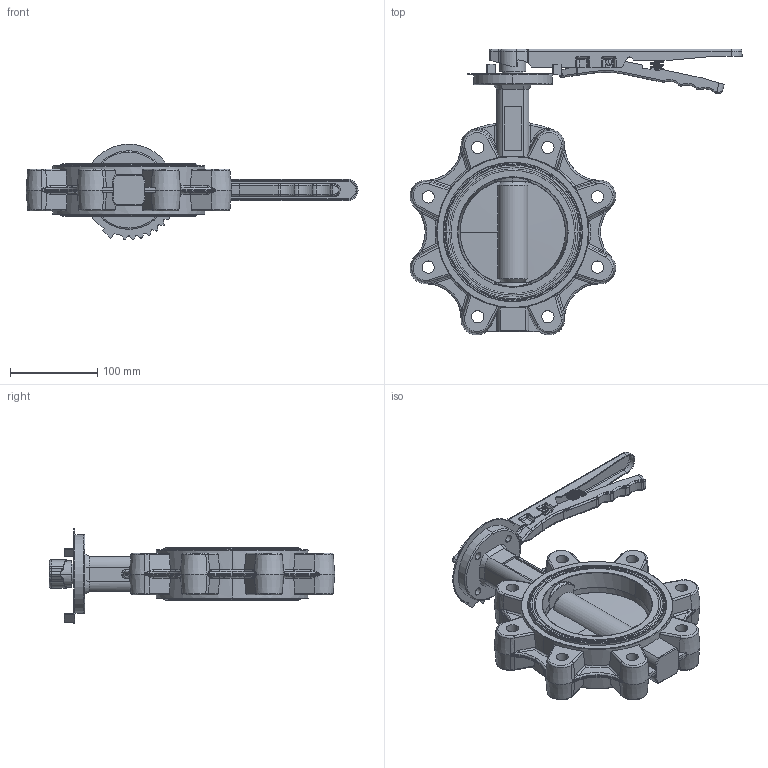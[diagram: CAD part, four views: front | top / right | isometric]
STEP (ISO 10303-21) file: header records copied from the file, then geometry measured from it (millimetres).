
FILE_DESCRIPTION (( 'STEP AP203' ), '1' );
FILE_NAME ('L9.000125L16C.STEP', '2023-03-09T07:58:10', ( '' ), ( '' ), 'SwSTEP 2.0', 'SolidWorks 2017', '' );
FILE_SCHEMA (( 'CONFIG_CONTROL_DESIGN' ));
Length unit declared in the file: millimetre
Products named in the file (1): L9.000125L16C
Bounding box: 380.26 x 327.27 x 109.11 mm (x, y, z)
Volume: 1569143.6 mm3; surface area: 251066.6 mm2
Topology: 2 solids, 2 shells, 1006 faces, 2594 edges, 1564 vertices
Faces by surface type: cylinder 347, plane 261, torus 168, bspline 122, cone 96, sphere 12
Entity records: 37272 total; most frequent: CARTESIAN_POINT 13846, ORIENTED_EDGE 5084, DIRECTION 4835, EDGE_CURVE 2542, AXIS2_PLACEMENT_3D 1927, VERTEX_POINT 1562, EDGE_LOOP 1056, CIRCLE 1042
